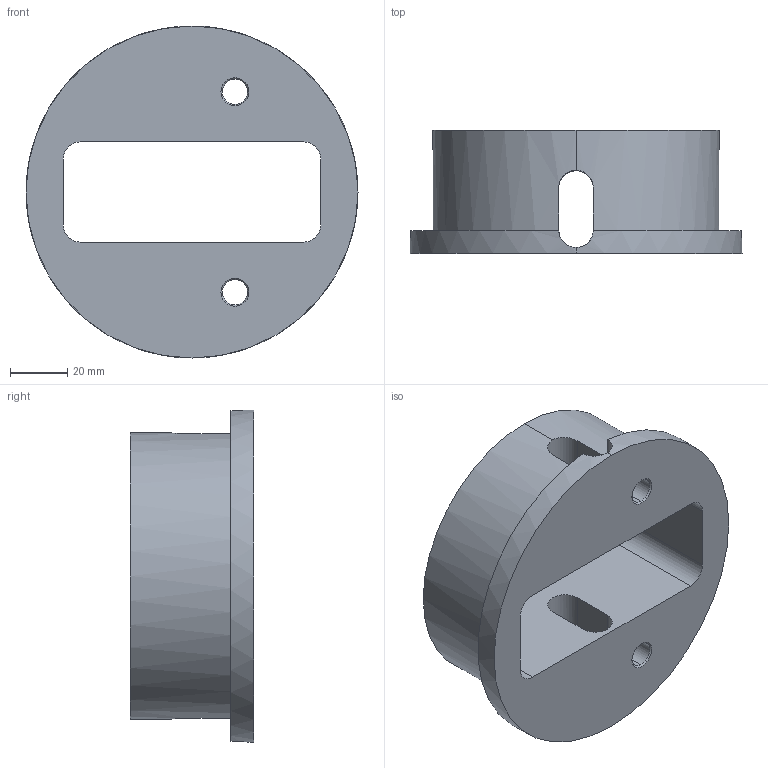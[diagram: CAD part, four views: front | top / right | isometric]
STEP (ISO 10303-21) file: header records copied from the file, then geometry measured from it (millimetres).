
FILE_DESCRIPTION (( 'STEP AP214' ), '1' );
FILE_NAME ('remo-usi-02_palier int brosse.STEP', '2019-06-25T13:56:32', ( '' ), ( '' ), 'SwSTEP 2.0', 'SolidWorks 2016', '' );
FILE_SCHEMA (( 'AUTOMOTIVE_DESIGN' ));
Length unit declared in the file: millimetre
Products named in the file (1): remo-usi-02_palier int brosse
Bounding box: 116 x 43 x 116 mm (x, y, z)
Volume: 197997.5 mm3; surface area: 46133.7 mm2
Topology: 1 solids, 1 shells, 68 faces, 172 edges, 100 vertices
Faces by surface type: cone 28, cylinder 28, plane 12
Entity records: 2478 total; most frequent: CARTESIAN_POINT 625, DIRECTION 358, ORIENTED_EDGE 328, EDGE_CURVE 164, AXIS2_PLACEMENT_3D 137, VERTEX_POINT 100, EDGE_LOOP 84, LINE 84
